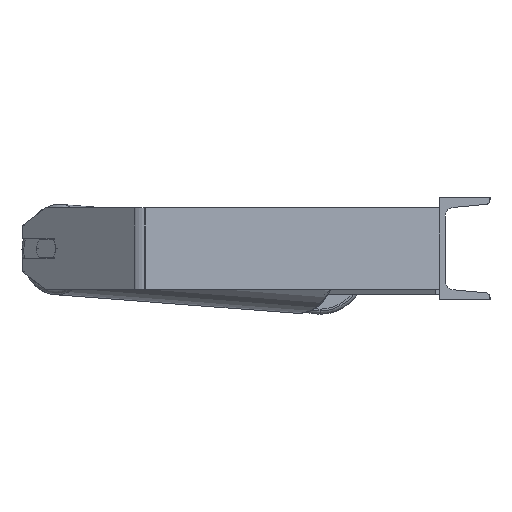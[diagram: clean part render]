
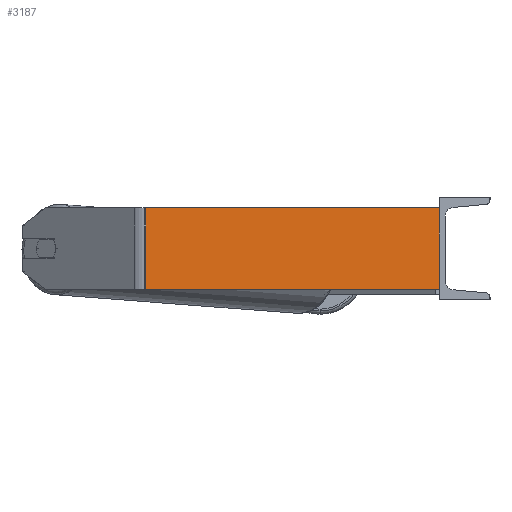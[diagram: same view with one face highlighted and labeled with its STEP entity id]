
A CAD part, left-side view. The second image highlights one B-rep face of the part: STEP entity #3187.
In plain terms, the highlighted planar face has unit normal (-0.996, -0.087, 0).
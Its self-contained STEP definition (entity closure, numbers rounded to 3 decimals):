
#650 = CARTESIAN_POINT ( 'NONE',  ( -610.778, 294.643, 40. ) ) ;
#736 = ORIENTED_EDGE ( 'NONE', *, *, #3004, .F. ) ;
#1132 = CARTESIAN_POINT ( 'NONE',  ( -610.778, 294.643, 40. ) ) ;
#1227 = CARTESIAN_POINT ( 'NONE',  ( -610.2, 288.041, 40. ) ) ;
#1307 = DIRECTION ( 'NONE',  ( -0.087, 0.996, 0. ) ) ;
#1323 = VECTOR ( 'NONE', #8188, 1000. ) ;
#1789 = CARTESIAN_POINT ( 'NONE',  ( -585., 0., 40. ) ) ;
#1914 = ORIENTED_EDGE ( 'NONE', *, *, #4819, .F. ) ;
#2292 = LINE ( 'NONE', #3717, #6800 ) ;
#2423 = EDGE_LOOP ( 'NONE', ( #6389, #1914, #736, #5132 ) ) ;
#2953 = CARTESIAN_POINT ( 'NONE',  ( -585., 0., 40. ) ) ;
#3004 = EDGE_CURVE ( 'NONE', #8205, #8242, #8274, .T. ) ;
#3172 = LINE ( 'NONE', #1789, #5189 ) ;
#3187 = ADVANCED_FACE ( 'NONE', ( #6980 ), #4080, .F. ) ;
#3523 = CARTESIAN_POINT ( 'NONE',  ( -585., 0., -40. ) ) ;
#3717 = CARTESIAN_POINT ( 'NONE',  ( -610.778, 294.643, -40. ) ) ;
#4080 = PLANE ( 'NONE',  #6919 ) ;
#4265 = CARTESIAN_POINT ( 'NONE',  ( -610.2, 288.041, -40. ) ) ;
#4603 = VECTOR ( 'NONE', #6849, 1000. ) ;
#4607 = DIRECTION ( 'NONE',  ( 0., 0., -1. ) ) ;
#4804 = EDGE_CURVE ( 'NONE', #8205, #4894, #8759, .T. ) ;
#4819 = EDGE_CURVE ( 'NONE', #8242, #7730, #3172, .T. ) ;
#4894 = VERTEX_POINT ( 'NONE', #4265 ) ;
#5069 = EDGE_CURVE ( 'NONE', #4894, #7730, #2292, .T. ) ;
#5132 = ORIENTED_EDGE ( 'NONE', *, *, #4804, .T. ) ;
#5189 = VECTOR ( 'NONE', #4607, 1000. ) ;
#6389 = ORIENTED_EDGE ( 'NONE', *, *, #5069, .T. ) ;
#6800 = VECTOR ( 'NONE', #8557, 1000. ) ;
#6849 = DIRECTION ( 'NONE',  ( 0., 0., -1. ) ) ;
#6919 = AXIS2_PLACEMENT_3D ( 'NONE', #650, #9107, #1307 ) ;
#6980 = FACE_OUTER_BOUND ( 'NONE', #2423, .T. ) ;
#7730 = VERTEX_POINT ( 'NONE', #3523 ) ;
#8188 = DIRECTION ( 'NONE',  ( 0.087, -0.996, 0. ) ) ;
#8205 = VERTEX_POINT ( 'NONE', #8497 ) ;
#8242 = VERTEX_POINT ( 'NONE', #2953 ) ;
#8274 = LINE ( 'NONE', #1132, #1323 ) ;
#8497 = CARTESIAN_POINT ( 'NONE',  ( -610.2, 288.041, 40. ) ) ;
#8557 = DIRECTION ( 'NONE',  ( 0.087, -0.996, 0. ) ) ;
#8759 = LINE ( 'NONE', #1227, #4603 ) ;
#9107 = DIRECTION ( 'NONE',  ( 0.996, 0.087, 0. ) ) ;
